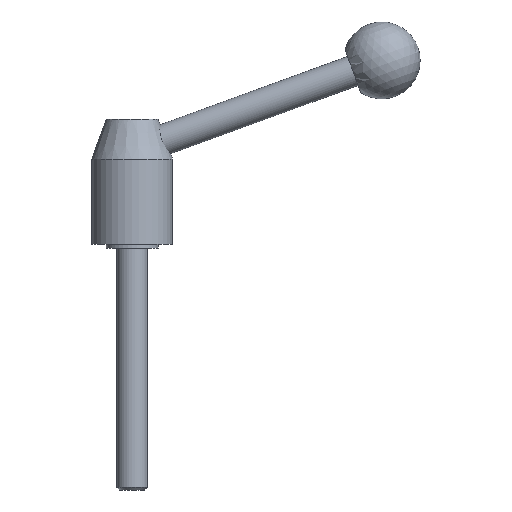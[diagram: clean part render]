
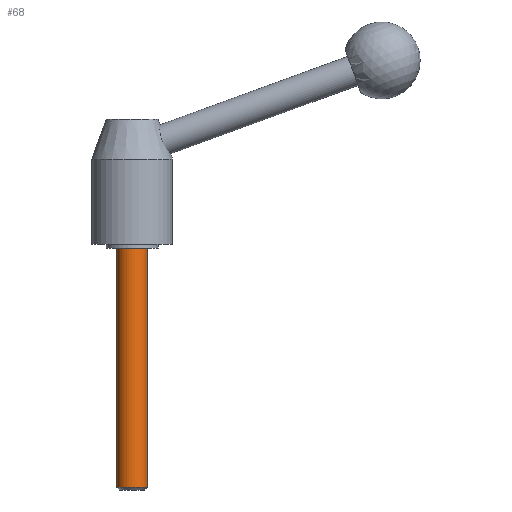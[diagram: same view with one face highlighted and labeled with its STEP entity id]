
A CAD part, front view. The second image highlights one B-rep face of the part: STEP entity #68.
In plain terms, the highlighted cylindrical face has radius 4 mm (diameter 8 mm), a partial arc.
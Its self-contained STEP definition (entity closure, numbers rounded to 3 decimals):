
#68=ADVANCED_FACE('',(#137),#138,.T.);
#137=FACE_OUTER_BOUND('',#205,.T.);
#138=CYLINDRICAL_SURFACE('',#206,4.0);
#205=EDGE_LOOP('',(#328,#329,#330,#331));
#206=AXIS2_PLACEMENT_3D('',#332,#333,#334);
#328=ORIENTED_EDGE('',*,*,#403,.T.);
#329=ORIENTED_EDGE('',*,*,#431,.F.);
#330=ORIENTED_EDGE('',*,*,#405,.T.);
#331=ORIENTED_EDGE('',*,*,#429,.T.);
#332=CARTESIAN_POINT('',(0.0,0.0,-31.117));
#333=DIRECTION('',(0.0,0.0,-1.0));
#334=DIRECTION('',(1.0,0.0,0.0));
#403=EDGE_CURVE('',#475,#476,#477,.T.);
#405=EDGE_CURVE('',#480,#478,#481,.T.);
#429=EDGE_CURVE('',#478,#475,#513,.T.);
#431=EDGE_CURVE('',#480,#476,#515,.T.);
#475=VERTEX_POINT('',#600);
#476=VERTEX_POINT('',#601);
#477=LINE('',#602,#603);
#478=VERTEX_POINT('',#604);
#480=VERTEX_POINT('',#606);
#481=LINE('',#607,#608);
#513=CIRCLE('',#677,4.0);
#515=CIRCLE('',#679,4.0);
#600=CARTESIAN_POINT('',(4.0,0.0,-62.233));
#601=CARTESIAN_POINT('',(4.0,0.0,0.0));
#602=CARTESIAN_POINT('',(4.0,0.,-31.117));
#603=VECTOR('',#716,1.0);
#604=CARTESIAN_POINT('',(-4.0,0.,-62.233));
#606=CARTESIAN_POINT('',(-4.0,0.,0.0));
#607=CARTESIAN_POINT('',(-4.0,0.,-31.117));
#608=VECTOR('',#720,1.0);
#677=AXIS2_PLACEMENT_3D('',#755,#756,#757);
#679=AXIS2_PLACEMENT_3D('',#758,#759,#760);
#716=DIRECTION('',(-0.0,-0.0,1.0));
#720=DIRECTION('',(0.0,0.0,-1.0));
#755=CARTESIAN_POINT('',(0.0,0.0,-62.233));
#756=DIRECTION('',(0.0,0.0,1.0));
#757=DIRECTION('',(1.0,0.0,0.0));
#758=CARTESIAN_POINT('',(0.0,0.0,0.0));
#759=DIRECTION('',(0.0,0.0,1.0));
#760=DIRECTION('',(1.0,0.0,0.0));
